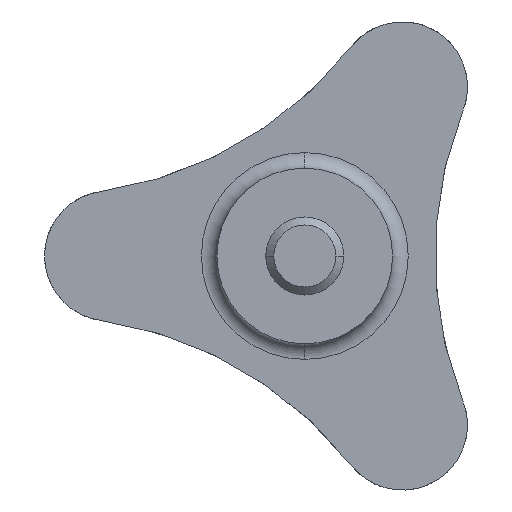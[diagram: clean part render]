
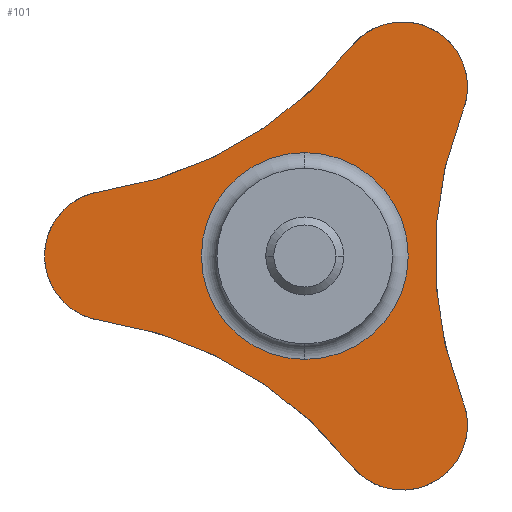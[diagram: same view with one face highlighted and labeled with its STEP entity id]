
A CAD part, front view. The second image highlights one B-rep face of the part: STEP entity #101.
In plain terms, the highlighted planar face has unit normal (0, -1, 0).
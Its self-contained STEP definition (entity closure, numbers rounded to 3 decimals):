
#101 = ADVANCED_FACE( '', ( #157, #158 ), #159, .T. );
#157 = FACE_OUTER_BOUND( '', #215, .T. );
#158 = FACE_BOUND( '', #216, .T. );
#159 = PLANE( '', #217 );
#215 = EDGE_LOOP( '', ( #408, #409, #410, #411, #412, #413, #414, #415, #416 ) );
#216 = EDGE_LOOP( '', ( #417, #418, #419 ) );
#217 = AXIS2_PLACEMENT_3D( '', #420, #421, #422 );
#408 = ORIENTED_EDGE( '', *, *, #483, .T. );
#409 = ORIENTED_EDGE( '', *, *, #475, .T. );
#410 = ORIENTED_EDGE( '', *, *, #463, .T. );
#411 = ORIENTED_EDGE( '', *, *, #467, .T. );
#412 = ORIENTED_EDGE( '', *, *, #492, .T. );
#413 = ORIENTED_EDGE( '', *, *, #489, .T. );
#414 = ORIENTED_EDGE( '', *, *, #472, .T. );
#415 = ORIENTED_EDGE( '', *, *, #494, .T. );
#416 = ORIENTED_EDGE( '', *, *, #480, .T. );
#417 = ORIENTED_EDGE( '', *, *, #503, .T. );
#418 = ORIENTED_EDGE( '', *, *, #442, .T. );
#419 = ORIENTED_EDGE( '', *, *, #504, .T. );
#420 = CARTESIAN_POINT( '', ( 13.975, 13.5, 0. ) );
#421 = DIRECTION( '', ( 0., -1., 0. ) );
#422 = DIRECTION( '', ( -1., 0., 0. ) );
#442 = EDGE_CURVE( '', #506, #512, #514, .T. );
#463 = EDGE_CURVE( '', #551, #549, #552, .T. );
#467 = EDGE_CURVE( '', #549, #557, #559, .T. );
#472 = EDGE_CURVE( '', #523, #566, #568, .T. );
#475 = EDGE_CURVE( '', #572, #551, #573, .T. );
#480 = EDGE_CURVE( '', #582, #580, #583, .T. );
#483 = EDGE_CURVE( '', #580, #572, #587, .T. );
#489 = EDGE_CURVE( '', #597, #523, #598, .T. );
#492 = EDGE_CURVE( '', #557, #597, #601, .T. );
#494 = EDGE_CURVE( '', #566, #582, #603, .T. );
#503 = EDGE_CURVE( '', #612, #506, #613, .T. );
#504 = EDGE_CURVE( '', #512, #612, #614, .T. );
#506 = VERTEX_POINT( '', #616 );
#512 = VERTEX_POINT( '', #622 );
#514 = CIRCLE( '', #624, 7.95 );
#523 = VERTEX_POINT( '', #635 );
#549 = VERTEX_POINT( '', #699 );
#551 = VERTEX_POINT( '', #718 );
#552 = CIRCLE( '', #719, 5. );
#557 = VERTEX_POINT( '', #730 );
#559 = CIRCLE( '', #733, 5. );
#566 = VERTEX_POINT( '', #771 );
#568 = CIRCLE( '', #774, 5. );
#572 = VERTEX_POINT( '', #800 );
#573 = CIRCLE( '', #801, 30. );
#580 = VERTEX_POINT( '', #825 );
#582 = VERTEX_POINT( '', #844 );
#583 = CIRCLE( '', #845, 5. );
#587 = CIRCLE( '', #855, 5. );
#597 = VERTEX_POINT( '', #924 );
#598 = CIRCLE( '', #925, 5. );
#601 = CIRCLE( '', #942, 30. );
#603 = CIRCLE( '', #957, 30. );
#612 = VERTEX_POINT( '', #966 );
#613 = CIRCLE( '', #967, 7.95 );
#614 = CIRCLE( '', #968, 7.95 );
#616 = CARTESIAN_POINT( '', ( 0., 13.5, -7.95 ) );
#622 = CARTESIAN_POINT( '', ( 0., 13.5, 7.95 ) );
#624 = AXIS2_PLACEMENT_3D( '', #981, #982, #983 );
#635 = CARTESIAN_POINT( '', ( -20., 13.5, 0. ) );
#699 = CARTESIAN_POINT( '', ( 10., 13.5, 17.321 ) );
#718 = CARTESIAN_POINT( '', ( 12.143, 13.5, 11.135 ) );
#719 = AXIS2_PLACEMENT_3D( '', #1018, #1019, #1020 );
#730 = CARTESIAN_POINT( '', ( 3.571, 13.5, 16.083 ) );
#733 = AXIS2_PLACEMENT_3D( '', #1023, #1024, #1025 );
#771 = CARTESIAN_POINT( '', ( -15.714, 13.5, -4.949 ) );
#774 = AXIS2_PLACEMENT_3D( '', #1027, #1028, #1029 );
#800 = CARTESIAN_POINT( '', ( 12.143, 13.5, -11.135 ) );
#801 = AXIS2_PLACEMENT_3D( '', #1030, #1031, #1032 );
#825 = CARTESIAN_POINT( '', ( 10., 13.5, -17.321 ) );
#844 = CARTESIAN_POINT( '', ( 3.571, 13.5, -16.083 ) );
#845 = AXIS2_PLACEMENT_3D( '', #1034, #1035, #1036 );
#855 = AXIS2_PLACEMENT_3D( '', #1038, #1039, #1040 );
#924 = CARTESIAN_POINT( '', ( -15.714, 13.5, 4.949 ) );
#925 = AXIS2_PLACEMENT_3D( '', #1041, #1042, #1043 );
#942 = AXIS2_PLACEMENT_3D( '', #1045, #1046, #1047 );
#957 = AXIS2_PLACEMENT_3D( '', #1048, #1049, #1050 );
#966 = CARTESIAN_POINT( '', ( 7.95, 13.5, 0. ) );
#967 = AXIS2_PLACEMENT_3D( '', #1075, #1076, #1077 );
#968 = AXIS2_PLACEMENT_3D( '', #1078, #1079, #1080 );
#981 = CARTESIAN_POINT( '', ( 0., 13.5, 0. ) );
#982 = DIRECTION( '', ( 0., 1., 0. ) );
#983 = DIRECTION( '', ( 1., 0., 0. ) );
#1018 = CARTESIAN_POINT( '', ( 7.5, 13.5, 12.99 ) );
#1019 = DIRECTION( '', ( 0., -1., 0. ) );
#1020 = DIRECTION( '', ( -0.786, 0., 0.619 ) );
#1023 = CARTESIAN_POINT( '', ( 7.5, 13.5, 12.99 ) );
#1024 = DIRECTION( '', ( 0., -1., 0. ) );
#1025 = DIRECTION( '', ( -0.786, 0., 0.619 ) );
#1027 = CARTESIAN_POINT( '', ( -15., 13.5, 0. ) );
#1028 = DIRECTION( '', ( 0., -1., 0. ) );
#1029 = DIRECTION( '', ( -0.143, 0., -0.99 ) );
#1030 = CARTESIAN_POINT( '', ( 40., 13.5, 0. ) );
#1031 = DIRECTION( '', ( 0., 1., 0. ) );
#1032 = DIRECTION( '', ( -0.929, 0., 0.371 ) );
#1034 = CARTESIAN_POINT( '', ( 7.5, 13.5, -12.99 ) );
#1035 = DIRECTION( '', ( 0., -1., 0. ) );
#1036 = DIRECTION( '', ( 0.929, 0., 0.371 ) );
#1038 = CARTESIAN_POINT( '', ( 7.5, 13.5, -12.99 ) );
#1039 = DIRECTION( '', ( 0., -1., 0. ) );
#1040 = DIRECTION( '', ( 0.929, 0., 0.371 ) );
#1041 = CARTESIAN_POINT( '', ( -15., 13.5, 0. ) );
#1042 = DIRECTION( '', ( 0., -1., 0. ) );
#1043 = DIRECTION( '', ( -0.143, 0., -0.99 ) );
#1045 = CARTESIAN_POINT( '', ( -20., 13.5, 34.641 ) );
#1046 = DIRECTION( '', ( 0., 1., 0. ) );
#1047 = DIRECTION( '', ( 0.143, 0., -0.99 ) );
#1048 = CARTESIAN_POINT( '', ( -20., 13.5, -34.641 ) );
#1049 = DIRECTION( '', ( 0., 1., 0. ) );
#1050 = DIRECTION( '', ( 0.786, 0., 0.619 ) );
#1075 = CARTESIAN_POINT( '', ( 0., 13.5, 0. ) );
#1076 = DIRECTION( '', ( 0., 1., 0. ) );
#1077 = DIRECTION( '', ( 1., 0., 0. ) );
#1078 = CARTESIAN_POINT( '', ( 0., 13.5, 0. ) );
#1079 = DIRECTION( '', ( 0., 1., 0. ) );
#1080 = DIRECTION( '', ( 1., 0., 0. ) );
